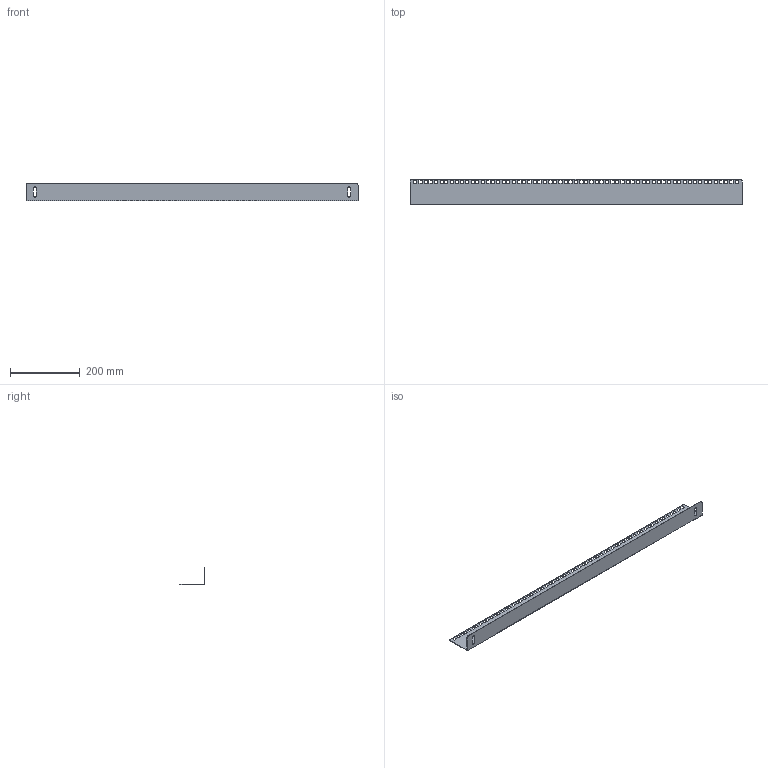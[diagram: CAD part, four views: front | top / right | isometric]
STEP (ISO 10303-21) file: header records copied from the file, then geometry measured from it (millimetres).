
FILE_DESCRIPTION (( 'STEP AP203' ), '1' );
FILE_NAME ('TI-00D-STV-100 TITAN Ñòîéêà âåðò. 19'''' 21U 1000 (2øò. êîìïë) IEK.STEP', '2024-09-11T07:37:07', ( '' ), ( '' ), 'SwSTEP 2.0', 'SolidWorks 2022', '' );
FILE_SCHEMA (( 'CONFIG_CONTROL_DESIGN' ));
Length unit declared in the file: millimetre
Products named in the file (1): TI-00D-STV-100 TITAN Стойка верт. 19'''' 21U 1000 (2шт. компл) IEK
Bounding box: 950 x 73 x 50 mm (x, y, z)
Volume: 163845.8 mm3; surface area: 225458.6 mm2
Topology: 1 solids, 1 shells, 272 faces, 810 edges, 540 vertices
Faces by surface type: plane 264, cylinder 8
Entity records: 9287 total; most frequent: CARTESIAN_POINT 1623, ORIENTED_EDGE 1620, DIRECTION 1372, EDGE_CURVE 810, VECTOR 794, LINE 794, VERTEX_POINT 540, EDGE_LOOP 402
